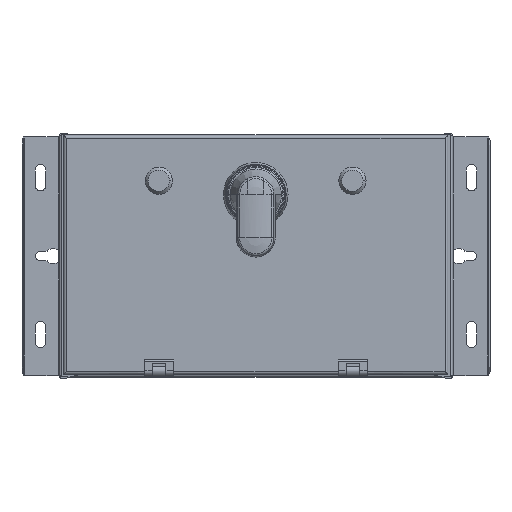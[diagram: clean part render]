
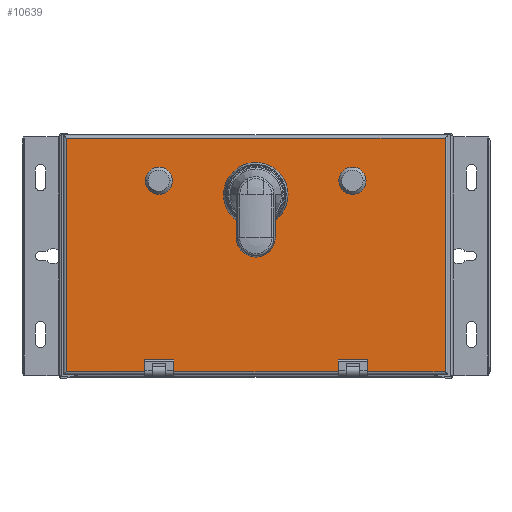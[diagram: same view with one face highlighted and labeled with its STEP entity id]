
A CAD part, top view. The second image highlights one B-rep face of the part: STEP entity #10639.
In plain terms, the highlighted planar face has unit normal (0, 0, 1).
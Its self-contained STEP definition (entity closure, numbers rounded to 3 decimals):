
#1825=DIRECTION('',(0.,-1.,0.));
#1826=VECTOR('',#1825,12.83);
#1827=CARTESIAN_POINT('',(290.123,-106.741,179.901));
#1828=LINE('',#1827,#1826);
#1863=DIRECTION('',(1.,0.,0.));
#1864=VECTOR('',#1863,170.);
#1865=CARTESIAN_POINT('',(90.123,-119.571,179.901));
#1866=LINE('',#1865,#1864);
#1867=DIRECTION('',(1.,0.,0.));
#1868=VECTOR('',#1867,80.88);
#1869=CARTESIAN_POINT('',(-20.757,-119.571,
179.901));
#1870=LINE('',#1869,#1868);
#1871=DIRECTION('',(0.,-1.,0.));
#1872=VECTOR('',#1871,241.26);
#1873=CARTESIAN_POINT('',(-20.757,121.689,179.901));
#1874=LINE('',#1873,#1872);
#1875=DIRECTION('',(-1.,0.,0.));
#1876=VECTOR('',#1875,391.26);
#1877=CARTESIAN_POINT('',(370.503,121.689,179.901));
#1878=LINE('',#1877,#1876);
#1879=DIRECTION('',(0.,1.,0.));
#1880=VECTOR('',#1879,241.26);
#1881=CARTESIAN_POINT('',(370.503,-119.571,179.901));
#1882=LINE('',#1881,#1880);
#1883=DIRECTION('',(1.,0.,0.));
#1884=VECTOR('',#1883,80.38);
#1885=CARTESIAN_POINT('',(290.123,-119.571,179.901));
#1886=LINE('',#1885,#1884);
#1887=CARTESIAN_POINT('',(274.728,77.559,179.901));
#1888=DIRECTION('',(0.,0.,1.));
#1889=DIRECTION('',(-1.,0.,0.));
#1890=AXIS2_PLACEMENT_3D('',#1887,#1888,#1889);
#1892=CARTESIAN_POINT('',(274.728,77.559,179.901));
#1893=DIRECTION('',(0.,0.,1.));
#1894=DIRECTION('',(1.,0.,0.));
#1895=AXIS2_PLACEMENT_3D('',#1892,#1893,#1894);
#1897=CARTESIAN_POINT('',(74.728,77.559,179.901));
#1898=DIRECTION('',(0.,0.,1.));
#1899=DIRECTION('',(-1.,0.,0.));
#1900=AXIS2_PLACEMENT_3D('',#1897,#1898,#1899);
#1902=CARTESIAN_POINT('',(74.728,77.559,179.901));
#1903=DIRECTION('',(0.,0.,1.));
#1904=DIRECTION('',(1.,0.,0.));
#1905=AXIS2_PLACEMENT_3D('',#1902,#1903,#1904);
#1907=CARTESIAN_POINT('',(174.867,63.101,179.901));
#1908=DIRECTION('',(0.,0.,1.));
#1909=DIRECTION('',(-1.,0.,0.));
#1910=AXIS2_PLACEMENT_3D('',#1907,#1908,#1909);
#1912=CARTESIAN_POINT('',(174.867,63.101,179.901));
#1913=DIRECTION('',(0.,0.,1.));
#1914=DIRECTION('',(1.,0.,0.));
#1915=AXIS2_PLACEMENT_3D('',#1912,#1913,#1914);
#1917=DIRECTION('',(-1.,0.,0.));
#1918=VECTOR('',#1917,30.);
#1919=CARTESIAN_POINT('',(290.123,-106.741,179.901));
#1920=LINE('',#1919,#1918);
#1961=DIRECTION('',(0.,-1.,0.));
#1962=VECTOR('',#1961,12.83);
#1963=CARTESIAN_POINT('',(260.123,-106.741,179.901));
#1964=LINE('',#1963,#1962);
#2007=DIRECTION('',(0.,-1.,0.));
#2008=VECTOR('',#2007,12.83);
#2009=CARTESIAN_POINT('',(90.123,-106.741,179.901));
#2010=LINE('',#2009,#2008);
#2157=DIRECTION('',(-1.,0.,0.));
#2158=VECTOR('',#2157,30.);
#2159=CARTESIAN_POINT('',(90.123,-106.741,179.901));
#2160=LINE('',#2159,#2158);
#2165=DIRECTION('',(0.,-1.,0.));
#2166=VECTOR('',#2165,12.83);
#2167=CARTESIAN_POINT('',(60.123,-106.741,179.901));
#2168=LINE('',#2167,#2166);
#6604=CARTESIAN_POINT('',(-20.757,121.689,179.901));
#6605=CARTESIAN_POINT('',(-20.757,-119.571,
179.901));
#6606=VERTEX_POINT('',#6604);
#6607=VERTEX_POINT('',#6605);
#6610=CARTESIAN_POINT('',(370.503,121.689,179.901));
#6611=VERTEX_POINT('',#6610);
#6614=CARTESIAN_POINT('',(370.503,-119.571,179.901));
#6615=VERTEX_POINT('',#6614);
#6680=CARTESIAN_POINT('',(290.123,-106.741,179.901));
#6681=CARTESIAN_POINT('',(290.123,-119.571,179.901));
#6682=VERTEX_POINT('',#6680);
#6683=VERTEX_POINT('',#6681);
#6684=CARTESIAN_POINT('',(260.123,-119.571,179.901));
#6685=VERTEX_POINT('',#6684);
#6686=CARTESIAN_POINT('',(260.123,-106.741,179.901));
#6687=VERTEX_POINT('',#6686);
#6732=CARTESIAN_POINT('',(90.123,-106.741,179.901));
#6733=CARTESIAN_POINT('',(90.123,-119.571,179.901));
#6734=VERTEX_POINT('',#6732);
#6735=VERTEX_POINT('',#6733);
#6736=CARTESIAN_POINT('',(60.123,-119.571,179.901));
#6737=VERTEX_POINT('',#6736);
#6738=CARTESIAN_POINT('',(60.123,-106.741,179.901));
#6739=VERTEX_POINT('',#6738);
#6752=CARTESIAN_POINT('',(260.666,77.559,179.901));
#6753=CARTESIAN_POINT('',(288.791,77.559,179.901));
#6754=VERTEX_POINT('',#6752);
#6755=VERTEX_POINT('',#6753);
#6764=CARTESIAN_POINT('',(60.666,77.559,179.901));
#6765=CARTESIAN_POINT('',(88.791,77.559,179.901));
#6766=VERTEX_POINT('',#6764);
#6767=VERTEX_POINT('',#6765);
#7925=CARTESIAN_POINT('',(141.553,63.101,179.901));
#7926=CARTESIAN_POINT('',(208.181,63.101,179.901));
#7927=VERTEX_POINT('',#7925);
#7928=VERTEX_POINT('',#7926);
#10593=CARTESIAN_POINT('',(174.873,1.059,179.901));
#10594=DIRECTION('',(0.,0.,-1.));
#10595=DIRECTION('',(0.,-1.,0.));
#10596=AXIS2_PLACEMENT_3D('',#10593,#10594,#10595);
#10597=PLANE('',#10596);
#10598=ORIENTED_EDGE('',*,*,#10557,.F.);
#10600=ORIENTED_EDGE('',*,*,#10599,.T.);
#10602=ORIENTED_EDGE('',*,*,#10601,.T.);
#10604=ORIENTED_EDGE('',*,*,#10603,.F.);
#10606=ORIENTED_EDGE('',*,*,#10605,.F.);
#10608=ORIENTED_EDGE('',*,*,#10607,.T.);
#10610=ORIENTED_EDGE('',*,*,#10609,.T.);
#10612=ORIENTED_EDGE('',*,*,#10611,.F.);
#10614=ORIENTED_EDGE('',*,*,#10613,.F.);
#10616=ORIENTED_EDGE('',*,*,#10615,.F.);
#10617=ORIENTED_EDGE('',*,*,#10483,.F.);
#10618=ORIENTED_EDGE('',*,*,#10499,.F.);
#10619=EDGE_LOOP('',(#10598,#10600,#10602,#10604,#10606,#10608,#10610,#10612,
#10614,#10616,#10617,#10618));
#10620=FACE_OUTER_BOUND('',#10619,.F.);
#10622=ORIENTED_EDGE('',*,*,#10621,.T.);
#10624=ORIENTED_EDGE('',*,*,#10623,.T.);
#10625=EDGE_LOOP('',(#10622,#10624));
#10626=FACE_BOUND('',#10625,.F.);
#10628=ORIENTED_EDGE('',*,*,#10627,.T.);
#10630=ORIENTED_EDGE('',*,*,#10629,.T.);
#10631=EDGE_LOOP('',(#10628,#10630));
#10632=FACE_BOUND('',#10631,.F.);
#10634=ORIENTED_EDGE('',*,*,#10633,.T.);
#10636=ORIENTED_EDGE('',*,*,#10635,.T.);
#10637=EDGE_LOOP('',(#10634,#10636));
#10638=FACE_BOUND('',#10637,.F.);
#10639=ADVANCED_FACE('',(#10620,#10626,#10632,#10638),#10597,.F.);
#1891=CIRCLE('',#1890,14.063);
#1896=CIRCLE('',#1895,14.063);
#1901=CIRCLE('',#1900,14.063);
#1906=CIRCLE('',#1905,14.063);
#1911=CIRCLE('',#1910,33.314);
#1916=CIRCLE('',#1915,33.314);
#10483=EDGE_CURVE('',#6615,#6611,#1882,.T.);
#10499=EDGE_CURVE('',#6683,#6615,#1886,.T.);
#10557=EDGE_CURVE('',#6682,#6683,#1828,.T.);
#10599=EDGE_CURVE('',#6682,#6687,#1920,.T.);
#10601=EDGE_CURVE('',#6687,#6685,#1964,.T.);
#10603=EDGE_CURVE('',#6735,#6685,#1866,.T.);
#10605=EDGE_CURVE('',#6734,#6735,#2010,.T.);
#10607=EDGE_CURVE('',#6734,#6739,#2160,.T.);
#10609=EDGE_CURVE('',#6739,#6737,#2168,.T.);
#10611=EDGE_CURVE('',#6607,#6737,#1870,.T.);
#10613=EDGE_CURVE('',#6606,#6607,#1874,.T.);
#10615=EDGE_CURVE('',#6611,#6606,#1878,.T.);
#10621=EDGE_CURVE('',#6754,#6755,#1891,.T.);
#10623=EDGE_CURVE('',#6755,#6754,#1896,.T.);
#10627=EDGE_CURVE('',#6766,#6767,#1901,.T.);
#10629=EDGE_CURVE('',#6767,#6766,#1906,.T.);
#10633=EDGE_CURVE('',#7927,#7928,#1911,.T.);
#10635=EDGE_CURVE('',#7928,#7927,#1916,.T.);
